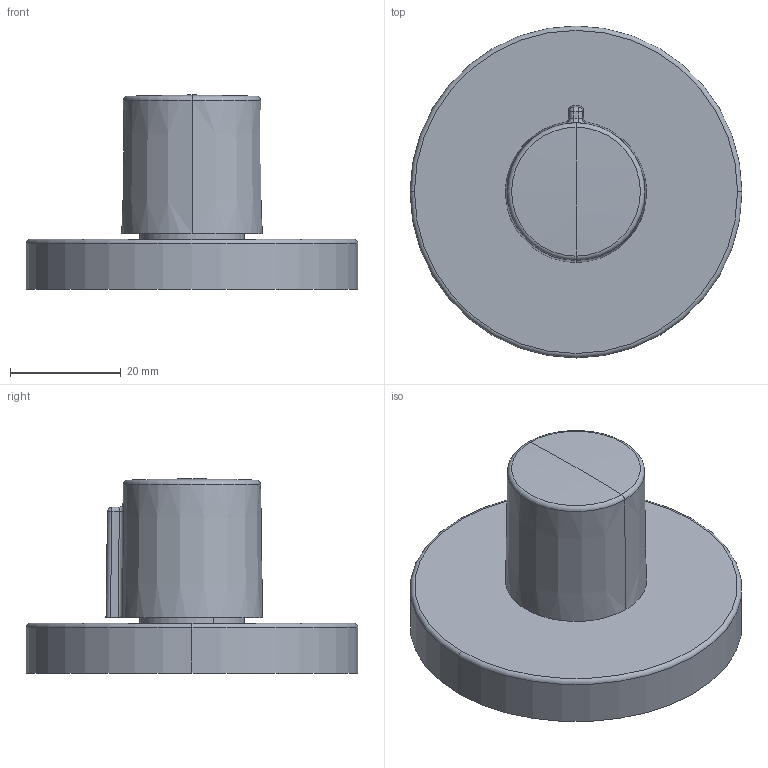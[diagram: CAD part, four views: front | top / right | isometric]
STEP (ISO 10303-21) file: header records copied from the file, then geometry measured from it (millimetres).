
FILE_DESCRIPTION (( 'STEP AP214' ), '1' );
FILE_NAME ('36608660ff_PM.STEP', '2023-11-22T08:48:40', ( '' ), ( '' ), 'SwSTEP 2.0', 'SolidWorks 2023', '' );
FILE_SCHEMA (( 'AUTOMOTIVE_DESIGN' ));
Length unit declared in the file: millimetre
Products named in the file (4): Planungsmodell_Rosette-+-09276702190_K1_60x10; Aufnahme-+-09121204390_K1_19x10; Planungsmodell_Griff-+-092098001_K1_25.5x24.85; 36608660ff_PM
Assembly tree (3 placements, depth 2):
  36608660ff_PM
    Planungsmodell_Griff-+-092098001_K1_25.5x24.85
    Aufnahme-+-09121204390_K1_19x10
    Planungsmodell_Rosette-+-09276702190_K1_60x10
Bounding box: 60 x 60 x 35.1 mm (x, y, z)
Volume: 40131.1 mm3; surface area: 11405 mm2
Topology: 3 solids, 3 shells, 49 faces, 100 edges, 57 vertices
Faces by surface type: cylinder 17, plane 11, torus 7, cone 6, sphere 4, bspline 4
Entity records: 1516 total; most frequent: CARTESIAN_POINT 380, DIRECTION 243, ORIENTED_EDGE 196, AXIS2_PLACEMENT_3D 106, EDGE_CURVE 98, VERTEX_POINT 57, CIRCLE 55, EDGE_LOOP 51
